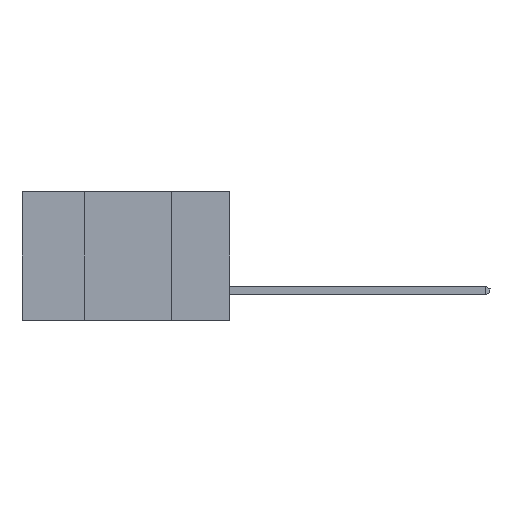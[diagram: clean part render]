
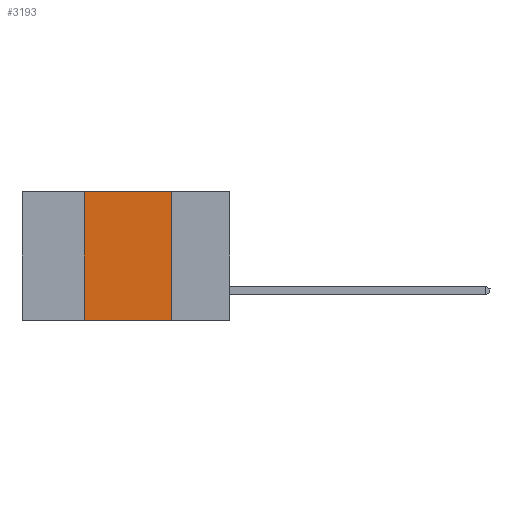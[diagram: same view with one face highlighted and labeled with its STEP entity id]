
A CAD part, left-side view. The second image highlights one B-rep face of the part: STEP entity #3193.
In plain terms, the highlighted planar face has unit normal (-1, 0, 0).
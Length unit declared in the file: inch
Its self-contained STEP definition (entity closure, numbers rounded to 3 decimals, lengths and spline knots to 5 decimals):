
#28 = VECTOR ( 'NONE', #7261, 39.37008 ) ;
#107 = VECTOR ( 'NONE', #11292, 39.37008 ) ;
#140 = EDGE_CURVE ( 'NONE', #5358, #6886, #6063, .T. ) ;
#903 = ORIENTED_EDGE ( 'NONE', *, *, #140, .F. ) ;
#1040 = CARTESIAN_POINT ( 'NONE',  ( 0., 0.17, 0. ) ) ;
#1081 = ORIENTED_EDGE ( 'NONE', *, *, #15107, .T. ) ;
#1568 = PLANE ( 'NONE',  #9964 ) ;
#1669 = DIRECTION ( 'NONE',  ( 1., 0., 0. ) ) ;
#3193 = ADVANCED_FACE ( 'NONE', ( #4851 ), #1568, .F. ) ;
#4705 = CARTESIAN_POINT ( 'NONE',  ( 0., 0.17, -0.37 ) ) ;
#4836 = LINE ( 'NONE', #16900, #10406 ) ;
#4851 = FACE_OUTER_BOUND ( 'NONE', #9663, .T. ) ;
#5358 = VERTEX_POINT ( 'NONE', #11232 ) ;
#6054 = EDGE_CURVE ( 'NONE', #6886, #7032, #17851, .T. ) ;
#6063 = LINE ( 'NONE', #10411, #28 ) ;
#6470 = LINE ( 'NONE', #17254, #107 ) ;
#6886 = VERTEX_POINT ( 'NONE', #1040 ) ;
#7032 = VERTEX_POINT ( 'NONE', #4705 ) ;
#7261 = DIRECTION ( 'NONE',  ( 0., -1., 0. ) ) ;
#7658 = CARTESIAN_POINT ( 'NONE',  ( 0., 0.17, -0.37 ) ) ;
#7829 = CARTESIAN_POINT ( 'NONE',  ( 0., 0.6, 0. ) ) ;
#8466 = EDGE_CURVE ( 'NONE', #16415, #5358, #4836, .T. ) ;
#9139 = DIRECTION ( 'NONE',  ( 0., 0., -1. ) ) ;
#9663 = EDGE_LOOP ( 'NONE', ( #14112, #903, #14114, #1081 ) ) ;
#9964 = AXIS2_PLACEMENT_3D ( 'NONE', #7829, #1669, #18406 ) ;
#10406 = VECTOR ( 'NONE', #13621, 39.37008 ) ;
#10411 = CARTESIAN_POINT ( 'NONE',  ( 0., 0.6, 0. ) ) ;
#11232 = CARTESIAN_POINT ( 'NONE',  ( 0., 0.42, 0. ) ) ;
#11292 = DIRECTION ( 'NONE',  ( 0., -1., 0. ) ) ;
#13621 = DIRECTION ( 'NONE',  ( 0., 0., 1. ) ) ;
#14112 = ORIENTED_EDGE ( 'NONE', *, *, #6054, .F. ) ;
#14114 = ORIENTED_EDGE ( 'NONE', *, *, #8466, .F. ) ;
#15107 = EDGE_CURVE ( 'NONE', #16415, #7032, #6470, .T. ) ;
#16415 = VERTEX_POINT ( 'NONE', #18844 ) ;
#16900 = CARTESIAN_POINT ( 'NONE',  ( 0., 0.42, -0.37 ) ) ;
#17254 = CARTESIAN_POINT ( 'NONE',  ( 0., 0.6, -0.37 ) ) ;
#17461 = VECTOR ( 'NONE', #9139, 39.37008 ) ;
#17851 = LINE ( 'NONE', #7658, #17461 ) ;
#18406 = DIRECTION ( 'NONE',  ( 0., 0., -1. ) ) ;
#18844 = CARTESIAN_POINT ( 'NONE',  ( 0., 0.42, -0.37 ) ) ;
